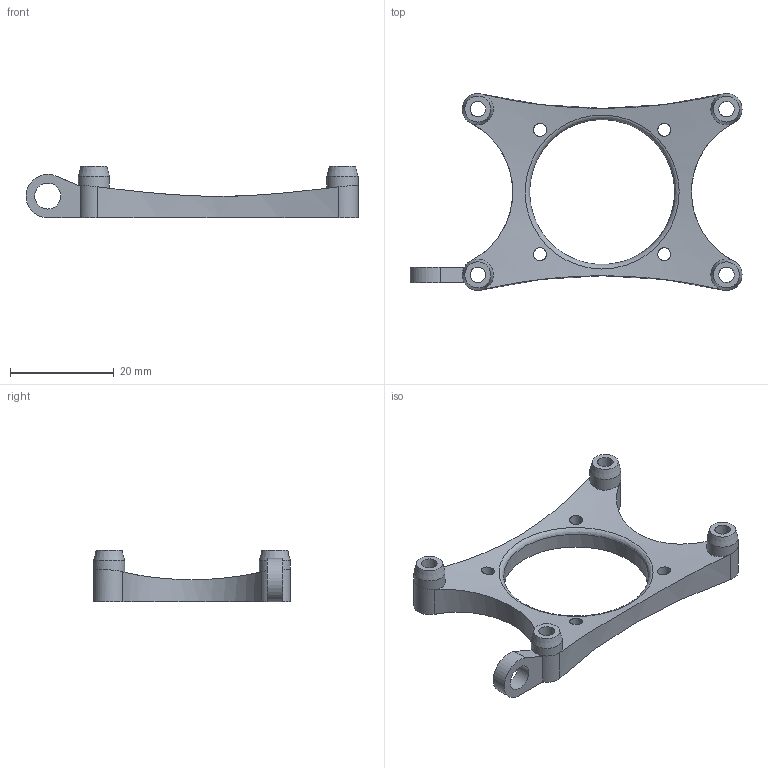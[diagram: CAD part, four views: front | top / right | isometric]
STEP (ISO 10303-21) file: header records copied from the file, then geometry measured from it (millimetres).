
FILE_DESCRIPTION(('FreeCAD Model'),'2;1');
FILE_NAME('Open CASCADE Shape Model','2024-11-11T18:30:54',(''),(''), 'Open CASCADE STEP processor 7.7','FreeCAD','Unknown');
FILE_SCHEMA(('AUTOMOTIVE_DESIGN { 1 0 10303 214 1 1 1 1 }'));
Length unit declared in the file: millimetre
Products named in the file (1): Body
Bounding box: 64.09 x 38 x 10 mm (x, y, z)
Volume: 4198.7 mm3; surface area: 3904.3 mm2
Topology: 1 solids, 1 shells, 50 faces, 120 edges, 71 vertices
Faces by surface type: cylinder 30, plane 14, cone 5, bspline 1
Full cylindrical faces by diameter (mm): 2.5 x4, 3 x8, 5 x1, 6 x4, 28 x1
Entity records: 11257 total; most frequent: CARTESIAN_POINT 8870, DIRECTION 416, ORIENTED_EDGE 240, PCURVE 240, DEFINITIONAL_REPRESENTATION 240, LINE 179, VECTOR 179, EDGE_CURVE 120
